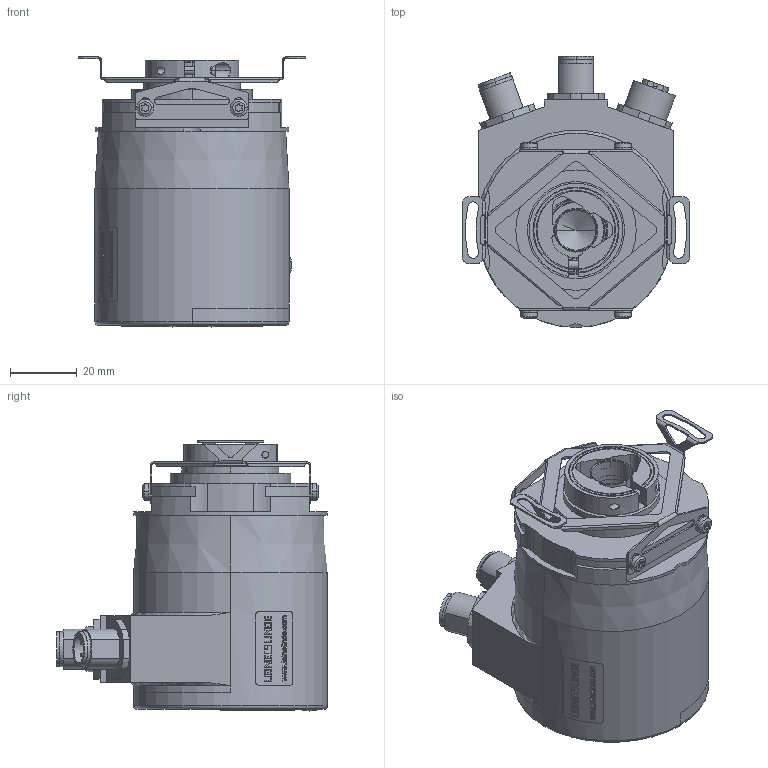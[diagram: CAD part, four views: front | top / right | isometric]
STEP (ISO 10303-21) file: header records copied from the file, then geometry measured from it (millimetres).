
FILE_DESCRIPTION((''),'2;1');
FILE_NAME('549855','2010-12-15T',('se2802'),(''),'PRO/ENGINEER BY PARAMETRIC TECHNOLOGY CORPORATION, 2010180','PRO/ENGINEER BY PARAMETRIC TECHNOLOGY CORPORATION, 2010180','');
FILE_SCHEMA(('CONFIG_CONTROL_DESIGN'));
Length unit declared in the file: millimetre
Products named in the file (1): 549855
Bounding box: 68 x 81 x 80.73 mm (x, y, z)
Volume: 86634.2 mm3; surface area: 65281.3 mm2
Topology: 30 solids, 30 shells, 5456 faces, 14229 edges, 9337 vertices
Faces by surface type: plane 3930, cylinder 966, extrusion 324, cone 97, torus 65, bspline 51, sphere 21, revolution 2
Entity records: 175126 total; most frequent: CARTESIAN_POINT 40567, ORIENTED_EDGE 28386, DIRECTION 26121, EDGE_CURVE 14193, VECTOR 11115, LINE 10791, VERTEX_POINT 9337, AXIS2_PLACEMENT_3D 7502
